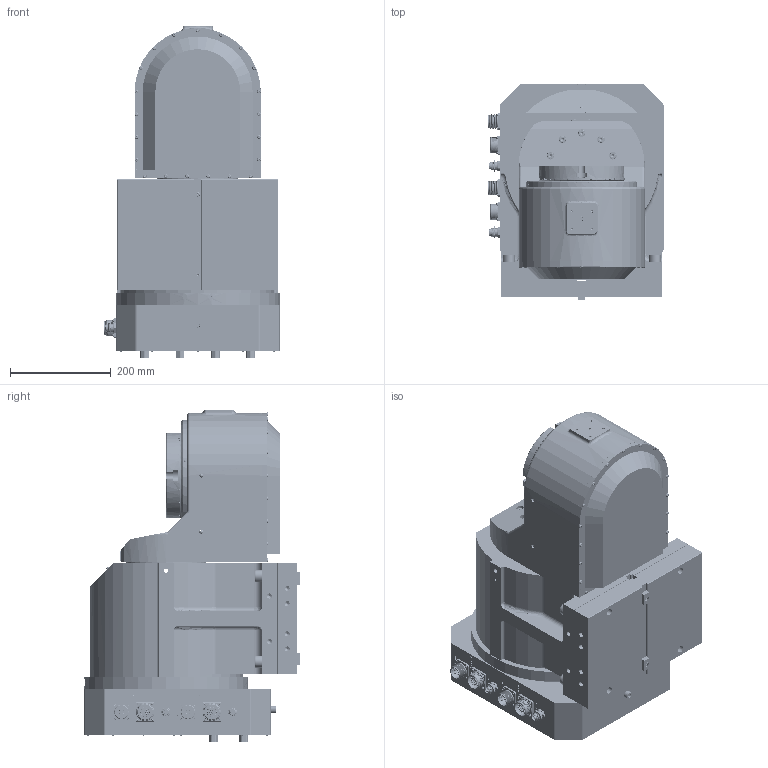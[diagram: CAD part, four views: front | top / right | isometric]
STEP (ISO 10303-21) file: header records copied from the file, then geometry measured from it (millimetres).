
FILE_DESCRIPTION(/* description */ (''),/* implementation_level */ '2;1');
FILE_NAME(/* name */ 'AS00218K_RAS-170_0414_Shrinkwrap_1.stp',/* time_stamp */ '2021-04-15T09:32:18+08:00',/* author */ ('jiabin'),/* organization */ (''),/* preprocessor_version */ 'ST-DEVELOPER v18',/* originating_system */ 'Autodesk Inventor 2020',/* authorisation */ '');
FILE_SCHEMA (('AUTOMOTIVE_DESIGN { 1 0 10303 214 3 1 1 }'));
Products named in the file (1): AS00218K_RAS-170_0414_Shrinkwrap_1
Bounding box: 347.59 x 427.7 x 658.5 mm (x, y, z)
Volume: 752.7 mm3; surface area: 1520970.2 mm2
Topology: 11 solids, 314 shells, 6582 faces, 24450 edges, 17757 vertices
Faces by surface type: plane 3242, bspline 2263, cylinder 668, cone 292, torus 111, sphere 6
Full cylindrical faces by diameter (mm): 1 x16, 2.41 x8, 2.5 x36, 3.242 x2, 4.5 x16, 5.7 x31, 6.647 x6, 7.6 x17, 8 x14, 8.376 x3, 8.5 x1, 9.5 x2, 10 x13, 10.106 x15, 11.445 x8, 12 x4, 13 x1, 14 x6, 14.5 x8, 15 x8, 16 x6, 23.68 x2, 24 x4, 26 x4, 26.35 x2, 26.5 x20, 28.53 x18, 29 x2, 32 x10, 36 x2
Entity records: 309256 total; most frequent: CARTESIAN_POINT 119545, ORIENTED_EDGE 39414, DIRECTION 28231, EDGE_CURVE 24304, VERTEX_POINT 17757, LINE 13615, VECTOR 13615, EDGE_LOOP 7853
